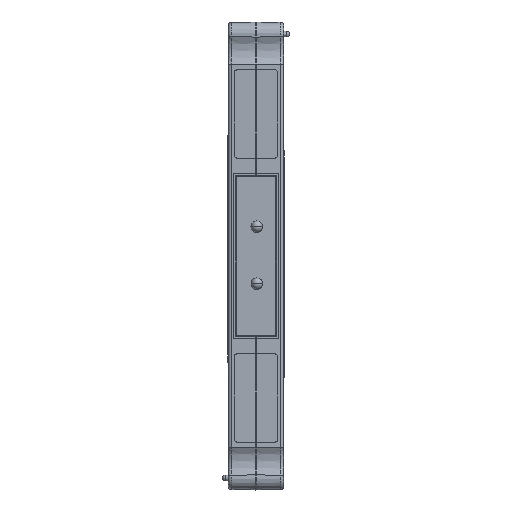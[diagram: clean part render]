
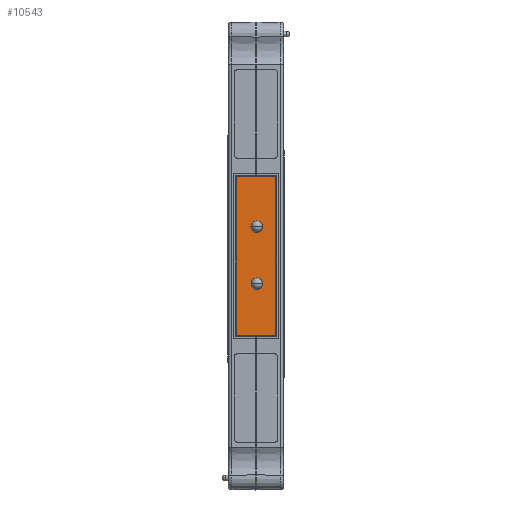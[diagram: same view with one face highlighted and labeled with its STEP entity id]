
A CAD part, top view. The second image highlights one B-rep face of the part: STEP entity #10543.
In plain terms, the highlighted planar face has unit normal (0, 0, 1).
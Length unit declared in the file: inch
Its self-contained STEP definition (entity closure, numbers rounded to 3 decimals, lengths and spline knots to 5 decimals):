
#48 = LINE ( 'NONE', #30758, #6320 ) ;
#302 = CARTESIAN_POINT ( 'NONE',  ( -1.28975, -0.3968, 0.04 ) ) ;
#339 = CARTESIAN_POINT ( 'NONE',  ( -1.28975, -0.3968, 0.04 ) ) ;
#909 = VECTOR ( 'NONE', #32456, 39.37008 ) ;
#941 = EDGE_LOOP ( 'NONE', ( #5828, #35973 ) ) ;
#1321 = ORIENTED_EDGE ( 'NONE', *, *, #36564, .T. ) ;
#1387 = CARTESIAN_POINT ( 'NONE',  ( -0.89475, -1.35778, 0.04 ) ) ;
#2044 = FACE_BOUND ( 'NONE', #941, .T. ) ;
#2069 = DIRECTION ( 'NONE',  ( 0., -1., 0. ) ) ;
#2299 = CIRCLE ( 'NONE', #30887, 0.1 ) ;
#2376 = CIRCLE ( 'NONE', #32686, 0.1 ) ;
#2504 = EDGE_CURVE ( 'NONE', #2833, #22300, #27768, .T. ) ;
#2550 = DIRECTION ( 'NONE',  ( 0., 0., 1. ) ) ;
#2833 = VERTEX_POINT ( 'NONE', #23489 ) ;
#3568 = VERTEX_POINT ( 'NONE', #25875 ) ;
#4969 = AXIS2_PLACEMENT_3D ( 'NONE', #6434, #6315, #29367 ) ;
#5828 = ORIENTED_EDGE ( 'NONE', *, *, #32594, .F. ) ;
#6285 = CARTESIAN_POINT ( 'NONE',  ( -1.68475, 1.53222, 0.04 ) ) ;
#6315 = DIRECTION ( 'NONE',  ( 0., 0., -1. ) ) ;
#6320 = VECTOR ( 'NONE', #2069, 39.37008 ) ;
#6434 = CARTESIAN_POINT ( 'NONE',  ( -1.68475, -1.35778, 0.04 ) ) ;
#7032 = EDGE_CURVE ( 'NONE', #21361, #22300, #48, .T. ) ;
#8925 = ORIENTED_EDGE ( 'NONE', *, *, #30301, .T. ) ;
#9499 = ORIENTED_EDGE ( 'NONE', *, *, #2504, .F. ) ;
#9512 = CARTESIAN_POINT ( 'NONE',  ( -1.18975, 0.6032, 0.04 ) ) ;
#10163 = DIRECTION ( 'NONE',  ( 1., 0., 0. ) ) ;
#10543 = ADVANCED_FACE ( 'NONE', ( #31577, #2044, #28854 ), #23853, .F. ) ;
#11661 = EDGE_CURVE ( 'NONE', #2833, #31302, #23876, .T. ) ;
#11702 = DIRECTION ( 'NONE',  ( 0., 0., -1. ) ) ;
#11874 = EDGE_CURVE ( 'NONE', #21361, #31302, #24750, .T. ) ;
#12070 = CARTESIAN_POINT ( 'NONE',  ( -1.68475, -1.35778, 0.04 ) ) ;
#12967 = CARTESIAN_POINT ( 'NONE',  ( -1.68475, 1.53222, 0.04 ) ) ;
#13902 = VERTEX_POINT ( 'NONE', #31112 ) ;
#15065 = DIRECTION ( 'NONE',  ( 1., 0., 0. ) ) ;
#16206 = DIRECTION ( 'NONE',  ( 0., 0., 1. ) ) ;
#17242 = AXIS2_PLACEMENT_3D ( 'NONE', #36910, #2550, #19722 ) ;
#17844 = EDGE_LOOP ( 'NONE', ( #1321, #8925 ) ) ;
#19722 = DIRECTION ( 'NONE',  ( 1., 0., 0. ) ) ;
#20466 = DIRECTION ( 'NONE',  ( -1., 0., 0. ) ) ;
#20702 = CIRCLE ( 'NONE', #17242, 0.1 ) ;
#21361 = VERTEX_POINT ( 'NONE', #12967 ) ;
#22088 = VECTOR ( 'NONE', #25211, 39.37008 ) ;
#22300 = VERTEX_POINT ( 'NONE', #12070 ) ;
#22309 = ORIENTED_EDGE ( 'NONE', *, *, #11661, .T. ) ;
#23116 = DIRECTION ( 'NONE',  ( -1., 0., 0. ) ) ;
#23489 = CARTESIAN_POINT ( 'NONE',  ( -0.89475, -1.35778, 0.04 ) ) ;
#23853 = PLANE ( 'NONE',  #4969 ) ;
#23876 = LINE ( 'NONE', #36804, #22088 ) ;
#24558 = EDGE_CURVE ( 'NONE', #13902, #34388, #2299, .T. ) ;
#24570 = CARTESIAN_POINT ( 'NONE',  ( -1.18975, -0.3968, 0.04 ) ) ;
#24750 = LINE ( 'NONE', #6285, #28340 ) ;
#25211 = DIRECTION ( 'NONE',  ( 0., 1., 0. ) ) ;
#25875 = CARTESIAN_POINT ( 'NONE',  ( -1.38975, -0.3968, 0.04 ) ) ;
#26254 = ORIENTED_EDGE ( 'NONE', *, *, #11874, .F. ) ;
#27768 = LINE ( 'NONE', #1387, #909 ) ;
#28340 = VECTOR ( 'NONE', #15065, 39.37008 ) ;
#28385 = CIRCLE ( 'NONE', #29097, 0.1 ) ;
#28854 = FACE_BOUND ( 'NONE', #17844, .T. ) ;
#29097 = AXIS2_PLACEMENT_3D ( 'NONE', #339, #11702, #23116 ) ;
#29215 = DIRECTION ( 'NONE',  ( 0., 0., -1. ) ) ;
#29367 = DIRECTION ( 'NONE',  ( -1., 0., 0. ) ) ;
#30056 = EDGE_LOOP ( 'NONE', ( #35042, #9499, #22309, #26254 ) ) ;
#30301 = EDGE_CURVE ( 'NONE', #3568, #36784, #28385, .T. ) ;
#30758 = CARTESIAN_POINT ( 'NONE',  ( -1.68475, 1.53222, 0.04 ) ) ;
#30887 = AXIS2_PLACEMENT_3D ( 'NONE', #36011, #16206, #10163 ) ;
#31112 = CARTESIAN_POINT ( 'NONE',  ( -1.38975, 0.6032, 0.04 ) ) ;
#31302 = VERTEX_POINT ( 'NONE', #35997 ) ;
#31577 = FACE_OUTER_BOUND ( 'NONE', #30056, .T. ) ;
#32456 = DIRECTION ( 'NONE',  ( -1., 0., 0. ) ) ;
#32594 = EDGE_CURVE ( 'NONE', #34388, #13902, #20702, .T. ) ;
#32686 = AXIS2_PLACEMENT_3D ( 'NONE', #302, #29215, #20466 ) ;
#34388 = VERTEX_POINT ( 'NONE', #9512 ) ;
#35042 = ORIENTED_EDGE ( 'NONE', *, *, #7032, .T. ) ;
#35973 = ORIENTED_EDGE ( 'NONE', *, *, #24558, .F. ) ;
#35997 = CARTESIAN_POINT ( 'NONE',  ( -0.89475, 1.53222, 0.04 ) ) ;
#36011 = CARTESIAN_POINT ( 'NONE',  ( -1.28975, 0.6032, 0.04 ) ) ;
#36564 = EDGE_CURVE ( 'NONE', #36784, #3568, #2376, .T. ) ;
#36784 = VERTEX_POINT ( 'NONE', #24570 ) ;
#36804 = CARTESIAN_POINT ( 'NONE',  ( -0.89475, -1.35778, 0.04 ) ) ;
#36910 = CARTESIAN_POINT ( 'NONE',  ( -1.28975, 0.6032, 0.04 ) ) ;
